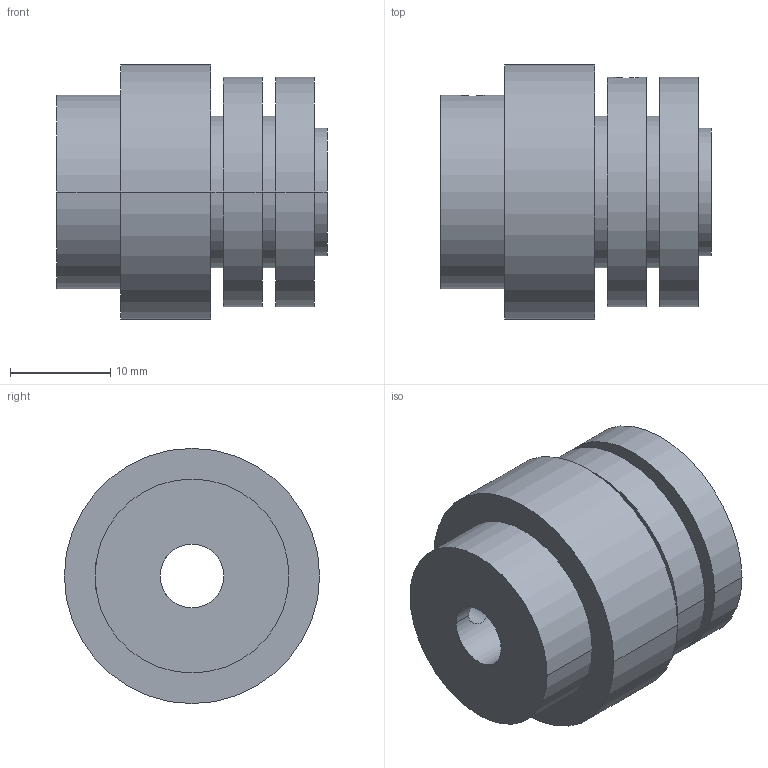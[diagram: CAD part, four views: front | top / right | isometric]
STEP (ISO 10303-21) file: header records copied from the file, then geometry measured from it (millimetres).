
FILE_DESCRIPTION((''),'2;1');
FILE_NAME('S98CA6-MEC160417','2022-03-18T',('SYSTEM'),(''),'PRO/ENGINEER BY PARAMETRIC TECHNOLOGY CORPORATION, 2016360','PRO/ENGINEER BY PARAMETRIC TECHNOLOGY CORPORATION, 2016360','');
FILE_SCHEMA(('AUTOMOTIVE_DESIGN { 1 0 10303 214 1 1 1 1 }'));
Length unit declared in the file: inch
Products named in the file (1): S98CA6-MEC160417
Bounding box: 26.92 x 25.4 x 25.4 mm (x, y, z)
Volume: 9247.1 mm3; surface area: 4624.3 mm2
Topology: 1 solids, 2 shells, 32 faces, 74 edges, 46 vertices
Faces by surface type: cylinder 22, plane 8, cone 2
Entity records: 1235 total; most frequent: CARTESIAN_POINT 285, DIRECTION 170, ORIENTED_EDGE 144, COLOUR_RGB 110, EDGE_CURVE 74, AXIS2_PLACEMENT_3D 71, VERTEX_POINT 46, EDGE_LOOP 40
